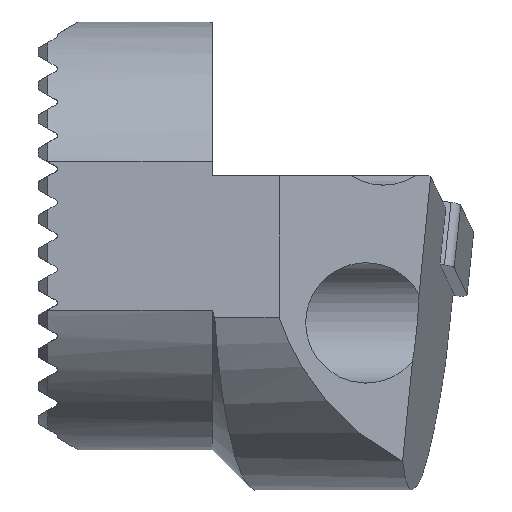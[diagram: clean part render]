
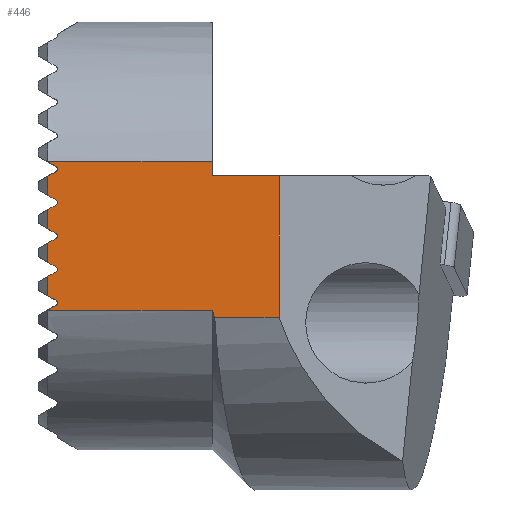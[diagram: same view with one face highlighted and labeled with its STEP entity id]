
A CAD part, front view. The second image highlights one B-rep face of the part: STEP entity #446.
In plain terms, the highlighted planar face has unit normal (0, -1, 0).
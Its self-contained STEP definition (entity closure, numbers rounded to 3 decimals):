
#190=CIRCLE('',#3393,0.2);
#191=CIRCLE('',#3394,0.2);
#192=CIRCLE('',#3395,0.2);
#193=CIRCLE('',#3396,0.2);
#194=CIRCLE('',#3397,0.2);
#355=B_SPLINE_CURVE_WITH_KNOTS('',3,(#6067,#6068,#6069,#6070,#6071),.UNSPECIFIED.,
 .F.,.F.,(4,1,4),(0.,0.5,1.),.UNSPECIFIED.);
#446=ADVANCED_FACE('',(#706),#578,.F.);
#578=PLANE('',#3398);
#706=FACE_OUTER_BOUND('',#869,.T.);
#869=EDGE_LOOP('',(#1517,#1518,#1519,#1520,#1521,#1522,#1523,#1524,#1525,
#1526,#1527,#1528,#1529,#1530,#1531,#1532,#1533,#1534,#1535,#1536,#1537,
#1538,#1539,#1540,#1541,#1542,#1543,#1544));
#1517=ORIENTED_EDGE('',*,*,#2668,.T.);
#1518=ORIENTED_EDGE('',*,*,#2669,.T.);
#1519=ORIENTED_EDGE('',*,*,#2659,.F.);
#1520=ORIENTED_EDGE('',*,*,#2670,.T.);
#1521=ORIENTED_EDGE('',*,*,#2671,.T.);
#1522=ORIENTED_EDGE('',*,*,#2672,.T.);
#1523=ORIENTED_EDGE('',*,*,#2662,.F.);
#1524=ORIENTED_EDGE('',*,*,#2673,.T.);
#1525=ORIENTED_EDGE('',*,*,#2674,.T.);
#1526=ORIENTED_EDGE('',*,*,#2675,.T.);
#1527=ORIENTED_EDGE('',*,*,#2664,.F.);
#1528=ORIENTED_EDGE('',*,*,#2547,.T.);
#1529=ORIENTED_EDGE('',*,*,#2676,.T.);
#1530=ORIENTED_EDGE('',*,*,#2677,.T.);
#1531=ORIENTED_EDGE('',*,*,#2666,.F.);
#1532=ORIENTED_EDGE('',*,*,#2363,.T.);
#1533=ORIENTED_EDGE('',*,*,#2678,.T.);
#1534=ORIENTED_EDGE('',*,*,#2679,.F.);
#1535=ORIENTED_EDGE('',*,*,#2680,.T.);
#1536=ORIENTED_EDGE('',*,*,#2681,.T.);
#1537=ORIENTED_EDGE('',*,*,#2682,.T.);
#1538=ORIENTED_EDGE('',*,*,#2358,.F.);
#1539=ORIENTED_EDGE('',*,*,#2655,.F.);
#1540=ORIENTED_EDGE('',*,*,#2653,.T.);
#1541=ORIENTED_EDGE('',*,*,#2683,.T.);
#1542=ORIENTED_EDGE('',*,*,#2560,.T.);
#1543=ORIENTED_EDGE('',*,*,#2657,.F.);
#1544=ORIENTED_EDGE('',*,*,#2684,.T.);
#2029=VERTEX_POINT('',#4560);
#2030=VERTEX_POINT('',#4562);
#2034=VERTEX_POINT('',#4573);
#2035=VERTEX_POINT('',#4575);
#2205=VERTEX_POINT('',#5431);
#2207=VERTEX_POINT('',#5435);
#2214=VERTEX_POINT('',#5549);
#2215=VERTEX_POINT('',#5551);
#2240=VERTEX_POINT('',#6019);
#2241=VERTEX_POINT('',#6021);
#2242=VERTEX_POINT('',#6027);
#2243=VERTEX_POINT('',#6031);
#2244=VERTEX_POINT('',#6033);
#2245=VERTEX_POINT('',#6037);
#2246=VERTEX_POINT('',#6039);
#2247=VERTEX_POINT('',#6043);
#2248=VERTEX_POINT('',#6047);
#2249=VERTEX_POINT('',#6051);
#2250=VERTEX_POINT('',#6052);
#2251=VERTEX_POINT('',#6055);
#2252=VERTEX_POINT('',#6057);
#2253=VERTEX_POINT('',#6060);
#2254=VERTEX_POINT('',#6062);
#2255=VERTEX_POINT('',#6065);
#2256=VERTEX_POINT('',#6072);
#2257=VERTEX_POINT('',#6074);
#2258=VERTEX_POINT('',#6076);
#2259=VERTEX_POINT('',#6078);
#2358=EDGE_CURVE('',#2029,#2030,#2827,.T.);
#2363=EDGE_CURVE('',#2035,#2034,#2828,.T.);
#2547=EDGE_CURVE('',#2205,#2207,#2886,.T.);
#2560=EDGE_CURVE('',#2215,#2214,#2888,.T.);
#2653=EDGE_CURVE('',#2241,#2240,#2916,.T.);
#2655=EDGE_CURVE('',#2241,#2029,#2918,.T.);
#2657=EDGE_CURVE('',#2242,#2214,#2920,.T.);
#2659=EDGE_CURVE('',#2243,#2244,#2922,.T.);
#2662=EDGE_CURVE('',#2245,#2246,#2925,.T.);
#2664=EDGE_CURVE('',#2205,#2247,#2927,.T.);
#2666=EDGE_CURVE('',#2035,#2248,#2929,.T.);
#2668=EDGE_CURVE('',#2249,#2250,#190,.T.);
#2669=EDGE_CURVE('',#2250,#2244,#2931,.T.);
#2670=EDGE_CURVE('',#2243,#2251,#2932,.T.);
#2671=EDGE_CURVE('',#2251,#2252,#191,.T.);
#2672=EDGE_CURVE('',#2252,#2246,#2933,.T.);
#2673=EDGE_CURVE('',#2245,#2253,#2934,.T.);
#2674=EDGE_CURVE('',#2253,#2254,#192,.T.);
#2675=EDGE_CURVE('',#2254,#2247,#2935,.T.);
#2676=EDGE_CURVE('',#2207,#2255,#193,.T.);
#2677=EDGE_CURVE('',#2255,#2248,#2936,.T.);
#2678=EDGE_CURVE('',#2034,#2256,#355,.T.);
#2679=EDGE_CURVE('',#2257,#2256,#2937,.T.);
#2680=EDGE_CURVE('',#2257,#2258,#2938,.T.);
#2681=EDGE_CURVE('',#2258,#2259,#2939,.T.);
#2682=EDGE_CURVE('',#2259,#2030,#2940,.T.);
#2683=EDGE_CURVE('',#2240,#2215,#194,.T.);
#2684=EDGE_CURVE('',#2242,#2249,#2941,.T.);
#2827=LINE('',#4561,#3024);
#2828=LINE('',#4574,#3025);
#2886=LINE('',#5436,#3083);
#2888=LINE('',#5550,#3085);
#2916=LINE('',#6020,#3113);
#2918=LINE('',#6024,#3115);
#2920=LINE('',#6028,#3117);
#2922=LINE('',#6032,#3119);
#2925=LINE('',#6038,#3122);
#2927=LINE('',#6042,#3124);
#2929=LINE('',#6046,#3126);
#2931=LINE('',#6053,#3128);
#2932=LINE('',#6054,#3129);
#2933=LINE('',#6058,#3130);
#2934=LINE('',#6059,#3131);
#2935=LINE('',#6063,#3132);
#2936=LINE('',#6066,#3133);
#2937=LINE('',#6073,#3134);
#2938=LINE('',#6075,#3135);
#2939=LINE('',#6077,#3136);
#2940=LINE('',#6079,#3137);
#2941=LINE('',#6081,#3138);
#3024=VECTOR('',#3572,1.);
#3025=VECTOR('',#3579,1.);
#3083=VECTOR('',#3819,1.);
#3085=VECTOR('',#3827,1.);
#3113=VECTOR('',#3987,1.);
#3115=VECTOR('',#3991,1.);
#3117=VECTOR('',#3995,1.);
#3119=VECTOR('',#3999,1.);
#3122=VECTOR('',#4004,1.);
#3124=VECTOR('',#4008,1.);
#3126=VECTOR('',#4012,1.);
#3128=VECTOR('',#4018,1.);
#3129=VECTOR('',#4019,1.);
#3130=VECTOR('',#4022,1.);
#3131=VECTOR('',#4023,1.);
#3132=VECTOR('',#4026,1.);
#3133=VECTOR('',#4029,1.);
#3134=VECTOR('',#4030,1.);
#3135=VECTOR('',#4031,1.);
#3136=VECTOR('',#4032,1.);
#3137=VECTOR('',#4033,1.);
#3138=VECTOR('',#4036,1.);
#3393=AXIS2_PLACEMENT_3D('',#6050,#4016,#4017);
#3394=AXIS2_PLACEMENT_3D('',#6056,#4020,#4021);
#3395=AXIS2_PLACEMENT_3D('',#6061,#4024,#4025);
#3396=AXIS2_PLACEMENT_3D('',#6064,#4027,#4028);
#3397=AXIS2_PLACEMENT_3D('',#6080,#4034,#4035);
#3398=AXIS2_PLACEMENT_3D('',#6082,#4037,#4038);
#3572=DIRECTION('',(1.,0.,0.));
#3579=DIRECTION('',(1.,0.,0.));
#3819=DIRECTION('',(0.866,0.,-0.5));
#3827=DIRECTION('',(-0.866,0.,-0.5));
#3987=DIRECTION('',(0.866,0.,-0.5));
#3991=DIRECTION('',(0.,0.,1.));
#3995=DIRECTION('',(0.,0.,1.));
#3999=DIRECTION('',(0.,0.,1.));
#4004=DIRECTION('',(0.,0.,1.));
#4008=DIRECTION('',(0.,0.,1.));
#4012=DIRECTION('',(0.,0.,1.));
#4016=DIRECTION('',(0.,1.,0.));
#4017=DIRECTION('',(0.5,0.,0.866));
#4018=DIRECTION('',(-0.866,0.,-0.5));
#4019=DIRECTION('',(0.866,0.,-0.5));
#4020=DIRECTION('',(0.,1.,0.));
#4021=DIRECTION('',(0.5,0.,0.866));
#4022=DIRECTION('',(-0.866,0.,-0.5));
#4023=DIRECTION('',(0.866,0.,-0.5));
#4024=DIRECTION('',(0.,1.,0.));
#4025=DIRECTION('',(0.5,0.,0.866));
#4026=DIRECTION('',(-0.866,0.,-0.5));
#4027=DIRECTION('',(0.,1.,0.));
#4028=DIRECTION('',(0.5,0.,0.866));
#4029=DIRECTION('',(-0.866,0.,-0.5));
#4030=DIRECTION('',(-1.,0.,0.));
#4031=DIRECTION('',(0.,0.,1.));
#4032=DIRECTION('',(-1.,0.,0.));
#4033=DIRECTION('',(0.,0.,1.));
#4034=DIRECTION('',(0.,1.,0.));
#4035=DIRECTION('',(0.5,0.,0.866));
#4036=DIRECTION('',(0.866,0.,-0.5));
#4037=DIRECTION('',(0.,1.,0.));
#4038=DIRECTION('',(0.,0.,-1.));
#4560=CARTESIAN_POINT('',(0.15,-15.,5.568));
#4561=CARTESIAN_POINT('',(0.15,-15.,5.568));
#4562=CARTESIAN_POINT('',(12.45,-15.,5.568));
#4573=CARTESIAN_POINT('',(12.45,-15.,-5.568));
#4574=CARTESIAN_POINT('',(0.15,-15.,-5.568));
#4575=CARTESIAN_POINT('',(0.15,-15.,-5.568));
#5431=CARTESIAN_POINT('',(0.15,-15.,-4.462));
#5435=CARTESIAN_POINT('',(0.783,-15.,-4.827));
#5436=CARTESIAN_POINT('',(0.15,-15.,-4.462));
#5549=CARTESIAN_POINT('',(0.15,-15.,4.462));
#5550=CARTESIAN_POINT('',(0.783,-15.,4.827));
#5551=CARTESIAN_POINT('',(0.783,-15.,4.827));
#6019=CARTESIAN_POINT('',(0.783,-15.,5.173));
#6020=CARTESIAN_POINT('',(0.15,-15.,5.538));
#6021=CARTESIAN_POINT('',(0.15,-15.,5.538));
#6024=CARTESIAN_POINT('',(0.15,-15.,5.538));
#6027=CARTESIAN_POINT('',(0.15,-15.,3.038));
#6028=CARTESIAN_POINT('',(0.15,-15.,3.038));
#6031=CARTESIAN_POINT('',(0.15,-15.,0.538));
#6032=CARTESIAN_POINT('',(0.15,-15.,0.538));
#6033=CARTESIAN_POINT('',(0.15,-15.,1.962));
#6037=CARTESIAN_POINT('',(0.15,-15.,-1.962));
#6038=CARTESIAN_POINT('',(0.15,-15.,-1.962));
#6039=CARTESIAN_POINT('',(0.15,-15.,-0.538));
#6042=CARTESIAN_POINT('',(0.15,-15.,-4.462));
#6043=CARTESIAN_POINT('',(0.15,-15.,-3.038));
#6046=CARTESIAN_POINT('',(0.15,-15.,-5.568));
#6047=CARTESIAN_POINT('',(0.15,-15.,-5.538));
#6050=CARTESIAN_POINT('',(0.683,-15.,2.5));
#6051=CARTESIAN_POINT('',(0.783,-15.,2.673));
#6052=CARTESIAN_POINT('',(0.783,-15.,2.327));
#6053=CARTESIAN_POINT('',(0.783,-15.,2.327));
#6054=CARTESIAN_POINT('',(0.15,-15.,0.538));
#6055=CARTESIAN_POINT('',(0.783,-15.,0.173));
#6056=CARTESIAN_POINT('',(0.683,-15.,0.));
#6057=CARTESIAN_POINT('',(0.783,-15.,-0.173));
#6058=CARTESIAN_POINT('',(0.783,-15.,-0.173));
#6059=CARTESIAN_POINT('',(0.15,-15.,-1.962));
#6060=CARTESIAN_POINT('',(0.783,-15.,-2.327));
#6061=CARTESIAN_POINT('',(0.683,-15.,-2.5));
#6062=CARTESIAN_POINT('',(0.783,-15.,-2.673));
#6063=CARTESIAN_POINT('',(0.783,-15.,-2.673));
#6064=CARTESIAN_POINT('',(0.683,-15.,-5.));
#6065=CARTESIAN_POINT('',(0.783,-15.,-5.173));
#6066=CARTESIAN_POINT('',(0.783,-15.,-5.173));
#6067=CARTESIAN_POINT('',(12.45,-15.,-5.568));
#6068=CARTESIAN_POINT('',(12.48,-15.,-5.653));
#6069=CARTESIAN_POINT('',(12.54,-15.,-5.824));
#6070=CARTESIAN_POINT('',(12.604,-15.,-5.996));
#6071=CARTESIAN_POINT('',(12.636,-15.,-6.083));
#6072=CARTESIAN_POINT('',(12.636,-15.,-6.083));
#6073=CARTESIAN_POINT('',(17.45,-15.,-6.083));
#6074=CARTESIAN_POINT('',(17.45,-15.,-6.083));
#6075=CARTESIAN_POINT('',(17.45,-15.,-6.083));
#6076=CARTESIAN_POINT('',(17.45,-15.,4.5));
#6077=CARTESIAN_POINT('',(17.45,-15.,4.5));
#6078=CARTESIAN_POINT('',(12.45,-15.,4.5));
#6079=CARTESIAN_POINT('',(12.45,-15.,4.5));
#6080=CARTESIAN_POINT('',(0.683,-15.,5.));
#6081=CARTESIAN_POINT('',(0.15,-15.,3.038));
#6082=CARTESIAN_POINT('',(32.079,-15.,-10.));
